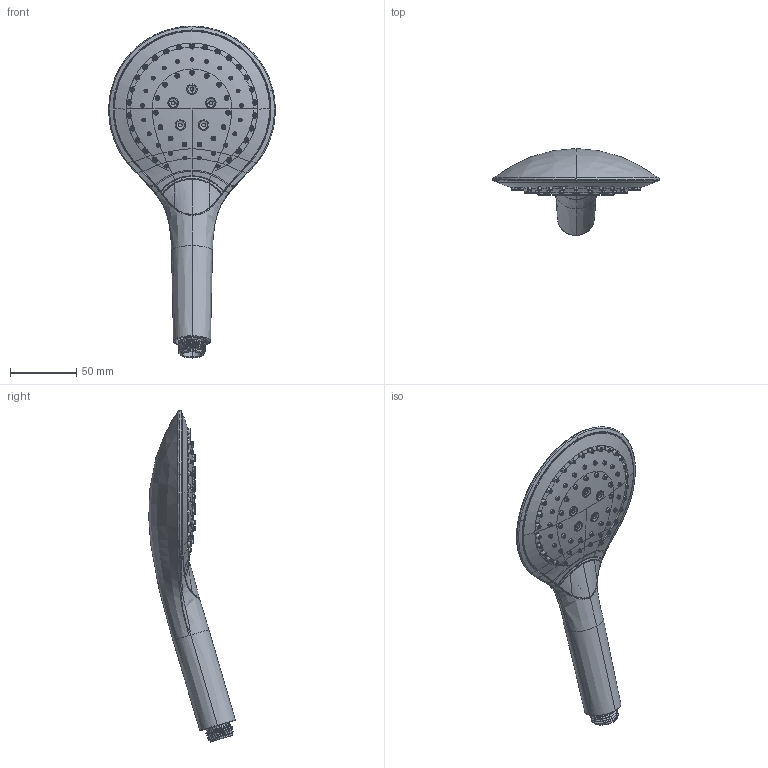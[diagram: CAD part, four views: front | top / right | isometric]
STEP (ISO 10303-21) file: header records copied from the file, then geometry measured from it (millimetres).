
FILE_DESCRIPTION((''),'2;1');
FILE_NAME('A515301_ASM','2020-05-08T',('Administrator'),(''),'PRO/ENGINEER BY PARAMETRIC TECHNOLOGY CORPORATION, 2014000','PRO/ENGINEER BY PARAMETRIC TECHNOLOGY CORPORATION, 2014000','');
FILE_SCHEMA(('CONFIG_CONTROL_DESIGN'));
Products named in the file (8): A515301-001; A515301-002; A515301-003; A515301-006; A515301-007; A515301-008; A515301KONGZHIHE_ASM; A515301_ASM
Assembly tree (7 placements, depth 3):
  A515301_ASM
    A515301-001
    A515301-002
    A515301-003
    A515301-006
    A515301-007
    A515301KONGZHIHE_ASM
      A515301-008
Bounding box: 126.16 x 65.5 x 251.42 mm (x, y, z)
Volume: 100515.5 mm3; surface area: 100259 mm2
Topology: 6 solids, 6 shells, 1531 faces, 3706 edges, 2226 vertices
Faces by surface type: bspline 552, cone 408, plane 187, extrusion 178, torus 151, cylinder 46, sphere 9
Entity records: 87037 total; most frequent: CARTESIAN_POINT 55722, ORIENTED_EDGE 7398, DIRECTION 4735, EDGE_CURVE 3699, VERTEX_POINT 2226, B_SPLINE_CURVE_WITH_KNOTS 1976, AXIS2_PLACEMENT_3D 1839, EDGE_LOOP 1797
